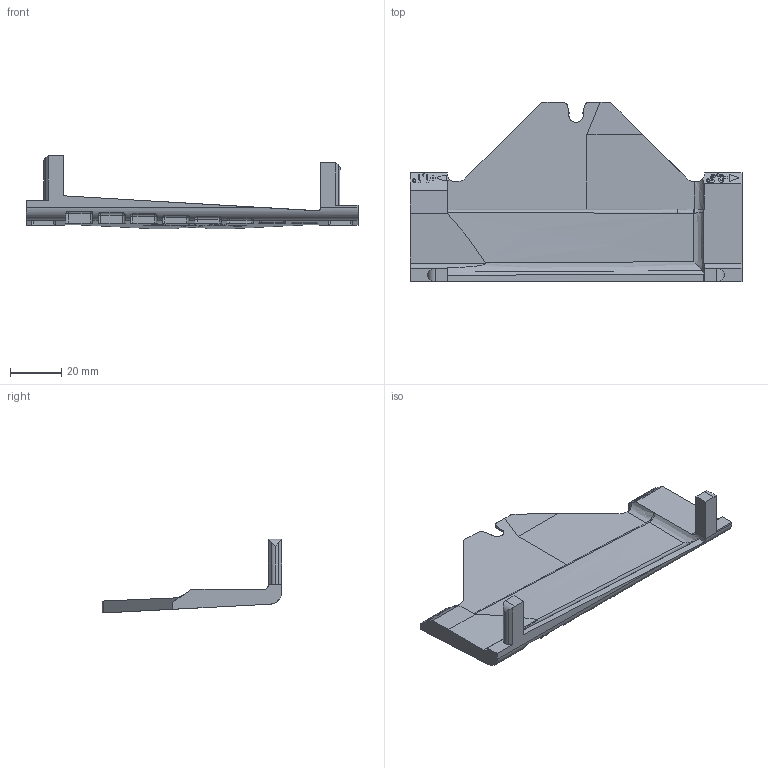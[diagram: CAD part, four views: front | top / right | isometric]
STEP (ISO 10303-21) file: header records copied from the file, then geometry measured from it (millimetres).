
FILE_DESCRIPTION (( 'STEP AP214' ), '1' );
FILE_NAME ('A19_FLEX1.P1.STEP', '2023-03-10T09:33:46', ( '' ), ( '' ), 'SwSTEP 2.0', 'SolidWorks 2019', '' );
FILE_SCHEMA (( 'AUTOMOTIVE_DESIGN' ));
Length unit declared in the file: millimetre
Products named in the file (1): A19_FLEX1.P1
Bounding box: 129 x 69.76 x 28.75 mm (x, y, z)
Volume: 22171.9 mm3; surface area: 18089.5 mm2
Topology: 15 solids, 15 shells, 668 faces, 1720 edges, 1103 vertices
Faces by surface type: plane 387, bspline 138, cylinder 114, sphere 28, cone 1
Entity records: 26268 total; most frequent: CARTESIAN_POINT 11028, ORIENTED_EDGE 3396, DIRECTION 2555, EDGE_CURVE 1698, VECTOR 1141, LINE 1141, VERTEX_POINT 1103, EDGE_LOOP 717
